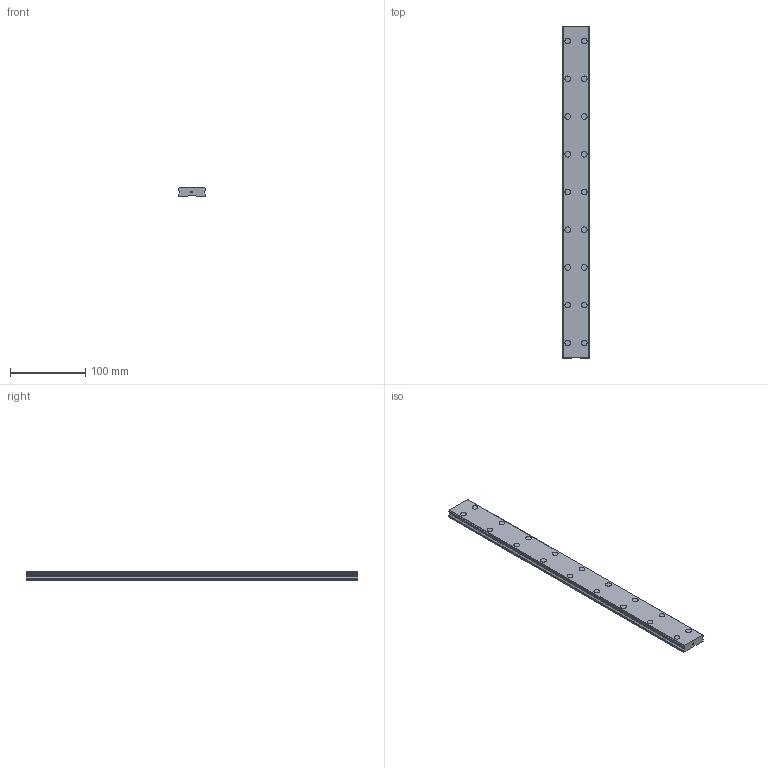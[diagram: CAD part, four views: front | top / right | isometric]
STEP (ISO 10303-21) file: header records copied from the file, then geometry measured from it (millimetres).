
FILE_DESCRIPTION(('STEP AP214'),'1');
FILE_NAME('cctmp_DE106C69-969B-43D3-B29D-267222191E93_2021_03_03_11_47_50_0057..stp','2021-03-03T10:47:50',('HIWIN GmbH'),('CADClick - www.CADClick.com'),'Spatial InterOp 3D',' ','unknown authorization');
FILE_SCHEMA(('AUTOMOTIVE_DESIGN'));
Length unit declared in the file: millimetre
Products named in the file (1): WER21R440H_FILE
Bounding box: 37 x 440 x 11 mm (x, y, z)
Volume: 162935.1 mm3; surface area: 48360.9 mm2
Topology: 1 solids, 1 shells, 265 faces, 615 edges, 410 vertices
Faces by surface type: plane 139, cylinder 126
Entity records: 9765 total; most frequent: DIRECTION 1399, CARTESIAN_POINT 1291, ORIENTED_EDGE 1230, EDGE_CURVE 615, AXIS2_PLACEMENT_3D 518, VERTEX_POINT 410, LINE 363, VECTOR 363
